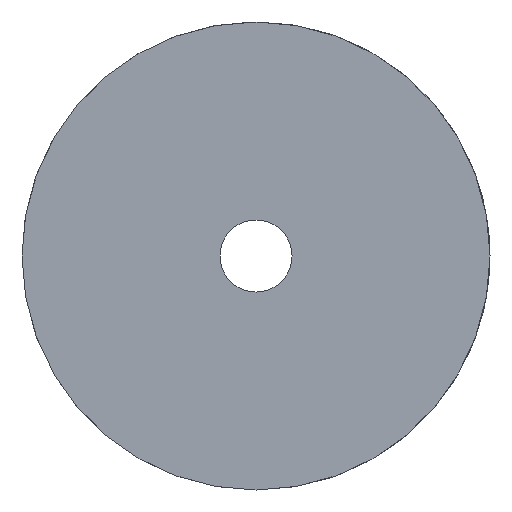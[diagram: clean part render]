
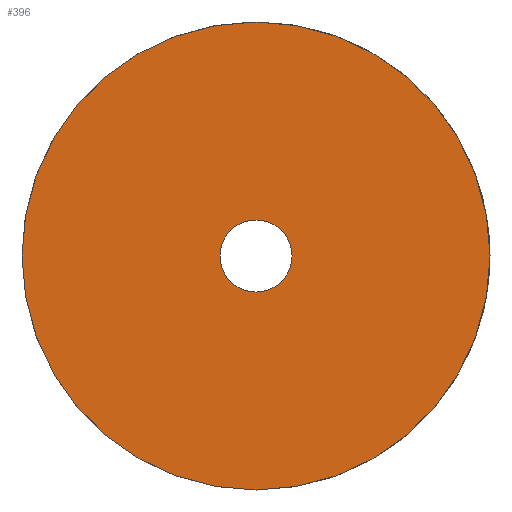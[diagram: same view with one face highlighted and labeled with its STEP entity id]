
A CAD part, left-side view. The second image highlights one B-rep face of the part: STEP entity #396.
In plain terms, the highlighted planar face has unit normal (-1, 0, 0).
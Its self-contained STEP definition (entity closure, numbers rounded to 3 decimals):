
#396 = ADVANCED_FACE( '', ( #826, #827 ), #828, .F. );
#826 = FACE_OUTER_BOUND( '', #1281, .T. );
#827 = FACE_BOUND( '', #1282, .T. );
#828 = PLANE( '', #1283 );
#1281 = EDGE_LOOP( '', ( #2305 ) );
#1282 = EDGE_LOOP( '', ( #2306 ) );
#1283 = AXIS2_PLACEMENT_3D( '', #2307, #2308, #2309 );
#2305 = ORIENTED_EDGE( '', *, *, #2842, .F. );
#2306 = ORIENTED_EDGE( '', *, *, #2694, .T. );
#2307 = CARTESIAN_POINT( '', ( 0., 0., 0. ) );
#2308 = DIRECTION( '', ( 1., 0., 0. ) );
#2309 = DIRECTION( '', ( 0., 0., -1. ) );
#2694 = EDGE_CURVE( '', #3226, #3226, #3227, .T. );
#2842 = EDGE_CURVE( '', #3410, #3410, #3411, .T. );
#3226 = VERTEX_POINT( '', #3826 );
#3227 = CIRCLE( '', #3827, 7. );
#3410 = VERTEX_POINT( '', #4036 );
#3411 = CIRCLE( '', #4037, 45.5 );
#3826 = CARTESIAN_POINT( '', ( 0., 0., -7. ) );
#3827 = AXIS2_PLACEMENT_3D( '', #4519, #4520, #4521 );
#4036 = CARTESIAN_POINT( '', ( 0., 0., -45.5 ) );
#4037 = AXIS2_PLACEMENT_3D( '', #4785, #4786, #4787 );
#4519 = CARTESIAN_POINT( '', ( 0., 0., 0. ) );
#4520 = DIRECTION( '', ( 1., 0., 0. ) );
#4521 = DIRECTION( '', ( 0., 0., -1. ) );
#4785 = CARTESIAN_POINT( '', ( 0., 0., 0. ) );
#4786 = DIRECTION( '', ( 1., 0., 0. ) );
#4787 = DIRECTION( '', ( 0., 0., -1. ) );
